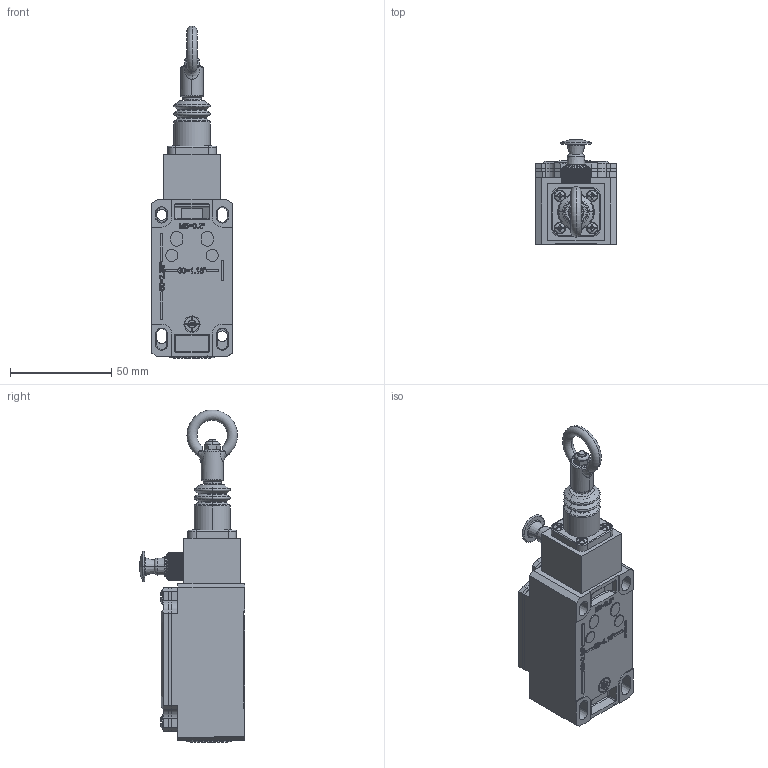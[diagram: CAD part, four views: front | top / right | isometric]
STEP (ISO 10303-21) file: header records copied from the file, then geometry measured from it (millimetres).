
FILE_DESCRIPTION((''),'2;1');
FILE_NAME('192594_ASM','2016-01-27T',('pdmadmin'),(''),'PRO/ENGINEER BY PARAMETRIC TECHNOLOGY CORPORATION, 2013230','PRO/ENGINEER BY PARAMETRIC TECHNOLOGY CORPORATION, 2013230','');
FILE_SCHEMA(('CONFIG_CONTROL_DESIGN'));
Length unit declared in the file: millimetre
Products named in the file (26): SIEM2_SKELETT_1; 3393000086_1; 3013961081_1; RP-LM40D-6_PART_1; 3333300358_1; 3333300357_1; 3911812035_ASM_1_ASM; 3333300429_1; 3301375871_1; 2607045424_1; 3548900078_1; 2610433005_1; RP-LM40D-6_PART_2; RP-LM40D-6_PART_4; RP-LM40D-6_PART_3; 3548900047_1; 3595900043_1; 3073101366_1; 3148800145_1; 3103800582_1; 3103101584_ASM_1_ASM; 2600964129_1; 3230750071_1; 6012831023_ASM_ASM; 46737---RP-LM40-6L_ASM; 192594_ASM
Assembly tree (29 placements, depth 5):
  192594_ASM
    46737---RP-LM40-6L_ASM
      6012831023_ASM_ASM
        SIEM2_SKELETT_1
        3393000086_1
        3013961081_1
        3911812035_ASM_1_ASM
          RP-LM40D-6_PART_1
          3333300358_1
          3333300357_1
        3333300429_1
        3301375871_1
        2607045424_1  x4
        3548900078_1
        2610433005_1
        RP-LM40D-6_PART_2
        RP-LM40D-6_PART_4
        RP-LM40D-6_PART_3
        3548900047_1
        3595900043_1
        3073101366_1
        3148800145_1
        3103101584_ASM_1_ASM
          3103800582_1
        2600964129_1  x2
        3230750071_1
Bounding box: 40 x 52 x 164.3 mm (x, y, z)
Volume: 72074.9 mm3; surface area: 63451.1 mm2
Topology: 24 solids, 43 shells, 2026 faces, 5231 edges, 3340 vertices
Faces by surface type: plane 947, cylinder 390, extrusion 318, cone 189, torus 128, sphere 40, bspline 14
Entity records: 60433 total; most frequent: CARTESIAN_POINT 15713, ORIENTED_EDGE 9426, DIRECTION 8553, EDGE_CURVE 4743, VERTEX_POINT 3090, AXIS2_PLACEMENT_3D 2903, VECTOR 2747, LINE 2429
